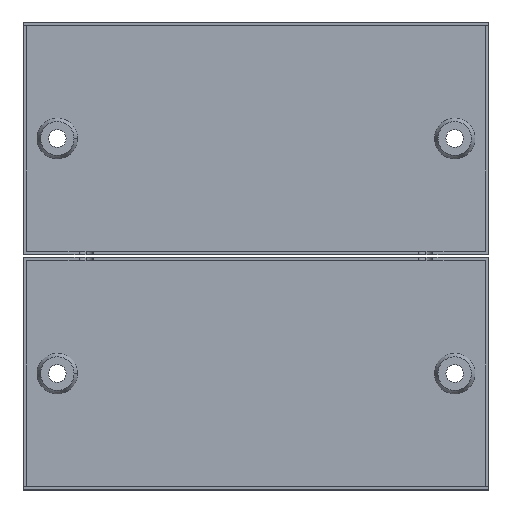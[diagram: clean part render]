
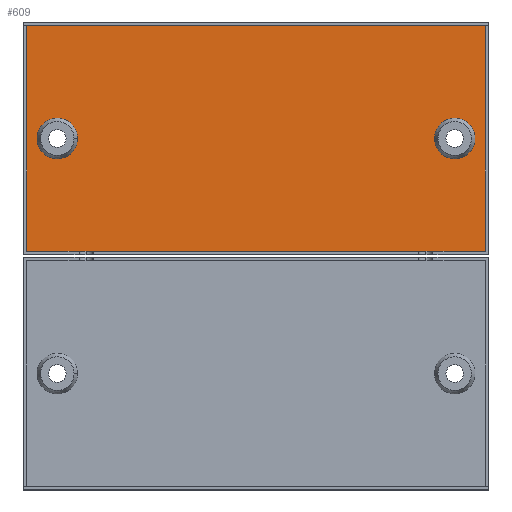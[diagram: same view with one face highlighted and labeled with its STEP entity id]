
A CAD part, top view. The second image highlights one B-rep face of the part: STEP entity #609.
In plain terms, the highlighted planar face has unit normal (0, 0, 1).
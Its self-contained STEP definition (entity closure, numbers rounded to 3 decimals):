
#8 = CARTESIAN_POINT ( 'NONE',  ( 284.5, -50., 1.5 ) ) ;
#45 = DIRECTION ( 'NONE',  ( 0., -1., 0. ) ) ;
#50 = CARTESIAN_POINT ( 'NONE',  ( 293.125, -50., 1.5 ) ) ;
#93 = CARTESIAN_POINT ( 'NONE',  ( 101., -98., 1.5 ) ) ;
#111 = CARTESIAN_POINT ( 'NONE',  ( 284.5, -50., 1.5 ) ) ;
#217 = DIRECTION ( 'NONE',  ( 1., 0., 0. ) ) ;
#259 = VERTEX_POINT ( 'NONE', #50 ) ;
#354 = LINE ( 'NONE', #1067, #1494 ) ;
#402 = VERTEX_POINT ( 'NONE', #770 ) ;
#429 = FACE_BOUND ( 'NONE', #679, .T. ) ;
#440 = CIRCLE ( 'NONE', #2066, 8.625 ) ;
#443 = LINE ( 'NONE', #93, #1084 ) ;
#477 = FACE_OUTER_BOUND ( 'NONE', #1355, .T. ) ;
#507 = EDGE_CURVE ( 'NONE', #259, #2230, #917, .T. ) ;
#560 = DIRECTION ( 'NONE',  ( 1., 0., 0. ) ) ;
#609 = ADVANCED_FACE ( 'NONE', ( #1372, #477, #429 ), #1888, .T. ) ;
#628 = ORIENTED_EDGE ( 'NONE', *, *, #2001, .T. ) ;
#647 = VERTEX_POINT ( 'NONE', #842 ) ;
#679 = EDGE_LOOP ( 'NONE', ( #1178, #1374 ) ) ;
#688 = DIRECTION ( 'NONE',  ( 0., 1., 0. ) ) ;
#689 = DIRECTION ( 'NONE',  ( -1., 0., 0. ) ) ;
#747 = VECTOR ( 'NONE', #689, 1000. ) ;
#754 = VERTEX_POINT ( 'NONE', #1679 ) ;
#766 = DIRECTION ( 'NONE',  ( 0., 0., 1. ) ) ;
#770 = CARTESIAN_POINT ( 'NONE',  ( 102.5, -98., 1.5 ) ) ;
#788 = CARTESIAN_POINT ( 'NONE',  ( 297.5, -98., 1.5 ) ) ;
#794 = EDGE_CURVE ( 'NONE', #647, #1239, #2061, .T. ) ;
#842 = CARTESIAN_POINT ( 'NONE',  ( 124.125, -50., 1.5 ) ) ;
#917 = CIRCLE ( 'NONE', #2312, 8.625 ) ;
#926 = AXIS2_PLACEMENT_3D ( 'NONE', #1580, #1558, #972 ) ;
#972 = DIRECTION ( 'NONE',  ( 1., 0., 0. ) ) ;
#995 = VECTOR ( 'NONE', #45, 1000. ) ;
#1007 = VERTEX_POINT ( 'NONE', #788 ) ;
#1016 = CARTESIAN_POINT ( 'NONE',  ( 0., 0., 1.5 ) ) ;
#1067 = CARTESIAN_POINT ( 'NONE',  ( 297.5, -0.5, 1.5 ) ) ;
#1084 = VECTOR ( 'NONE', #1877, 1000. ) ;
#1118 = AXIS2_PLACEMENT_3D ( 'NONE', #2178, #1824, #560 ) ;
#1129 = CARTESIAN_POINT ( 'NONE',  ( 106.875, -50., 1.5 ) ) ;
#1165 = EDGE_CURVE ( 'NONE', #1007, #754, #354, .T. ) ;
#1178 = ORIENTED_EDGE ( 'NONE', *, *, #2217, .F. ) ;
#1201 = DIRECTION ( 'NONE',  ( 0., 0., 1. ) ) ;
#1230 = LINE ( 'NONE', #1406, #747 ) ;
#1239 = VERTEX_POINT ( 'NONE', #1129 ) ;
#1355 = EDGE_LOOP ( 'NONE', ( #628, #1856, #1846, #2036 ) ) ;
#1372 = FACE_BOUND ( 'NONE', #2049, .T. ) ;
#1374 = ORIENTED_EDGE ( 'NONE', *, *, #794, .F. ) ;
#1406 = CARTESIAN_POINT ( 'NONE',  ( 101., -2., 1.5 ) ) ;
#1408 = DIRECTION ( 'NONE',  ( 1., 0., 0. ) ) ;
#1442 = VERTEX_POINT ( 'NONE', #2093 ) ;
#1457 = CARTESIAN_POINT ( 'NONE',  ( 275.875, -50., 1.5 ) ) ;
#1494 = VECTOR ( 'NONE', #688, 1000. ) ;
#1511 = ORIENTED_EDGE ( 'NONE', *, *, #507, .F. ) ;
#1543 = DIRECTION ( 'NONE',  ( 0., 0., 1. ) ) ;
#1558 = DIRECTION ( 'NONE',  ( 0., 0., 1. ) ) ;
#1580 = CARTESIAN_POINT ( 'NONE',  ( 115.5, -50., 1.5 ) ) ;
#1648 = EDGE_CURVE ( 'NONE', #402, #1007, #443, .T. ) ;
#1670 = CARTESIAN_POINT ( 'NONE',  ( 102.5, -0.5, 1.5 ) ) ;
#1679 = CARTESIAN_POINT ( 'NONE',  ( 297.5, -2., 1.5 ) ) ;
#1752 = ORIENTED_EDGE ( 'NONE', *, *, #2293, .F. ) ;
#1824 = DIRECTION ( 'NONE',  ( 0., 0., 1. ) ) ;
#1845 = EDGE_CURVE ( 'NONE', #754, #1442, #1230, .T. ) ;
#1846 = ORIENTED_EDGE ( 'NONE', *, *, #1165, .T. ) ;
#1856 = ORIENTED_EDGE ( 'NONE', *, *, #1648, .T. ) ;
#1869 = AXIS2_PLACEMENT_3D ( 'NONE', #1016, #1543, #1901 ) ;
#1877 = DIRECTION ( 'NONE',  ( 1., 0., 0. ) ) ;
#1888 = PLANE ( 'NONE',  #1869 ) ;
#1901 = DIRECTION ( 'NONE',  ( 1., 0., 0. ) ) ;
#1953 = CIRCLE ( 'NONE', #926, 8.625 ) ;
#2001 = EDGE_CURVE ( 'NONE', #1442, #402, #2289, .T. ) ;
#2036 = ORIENTED_EDGE ( 'NONE', *, *, #1845, .T. ) ;
#2049 = EDGE_LOOP ( 'NONE', ( #1752, #1511 ) ) ;
#2061 = CIRCLE ( 'NONE', #1118, 8.625 ) ;
#2066 = AXIS2_PLACEMENT_3D ( 'NONE', #111, #1201, #1408 ) ;
#2093 = CARTESIAN_POINT ( 'NONE',  ( 102.5, -2., 1.5 ) ) ;
#2178 = CARTESIAN_POINT ( 'NONE',  ( 115.5, -50., 1.5 ) ) ;
#2217 = EDGE_CURVE ( 'NONE', #1239, #647, #1953, .T. ) ;
#2230 = VERTEX_POINT ( 'NONE', #1457 ) ;
#2289 = LINE ( 'NONE', #1670, #995 ) ;
#2293 = EDGE_CURVE ( 'NONE', #2230, #259, #440, .T. ) ;
#2312 = AXIS2_PLACEMENT_3D ( 'NONE', #8, #766, #217 ) ;
